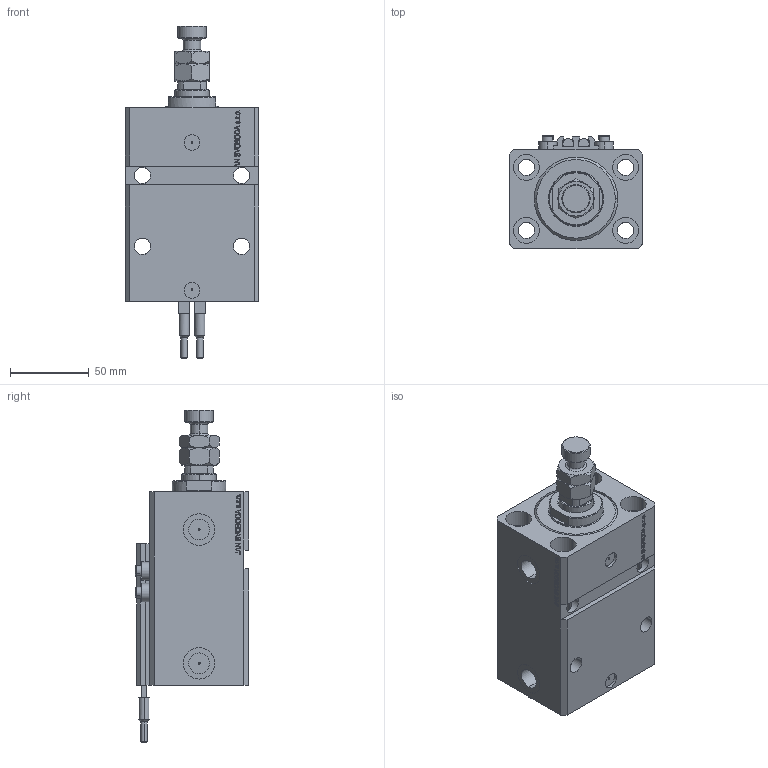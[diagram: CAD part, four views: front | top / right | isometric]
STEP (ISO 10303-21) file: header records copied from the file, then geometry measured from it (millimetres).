
FILE_DESCRIPTION (( 'STEP AP203' ), '1' );
FILE_NAME ('eeb4.STEP', '2023-10-07T18:05:29', ( '' ), ( '' ), 'SwSTEP 2.0', 'SolidWorks 2019', '' );
FILE_SCHEMA (( 'CONFIG_CONTROL_DESIGN' ));
Length unit declared in the file: millimetre
Products named in the file (7): V250CE_E_Body 3eb30693b8e63e3455d925c34b067ec6; MFA 3eb30693b8e63e3455d925c34b067ec6; ALLEN BOLT V250CE 3eb30693b8e63e3455d925c34b067ec6; SWITCH_V250CE 3eb30693b8e63e3455d925c34b067ec6; eeb4; V250CE_C_VCP 3eb30693b8e63e3455d925c34b067ec6; V250CE_VC_E 3eb30693b8e63e3455d925c34b067ec6
Assembly tree (10 placements, depth 2):
  eeb4
    V250CE_E_Body 3eb30693b8e63e3455d925c34b067ec6
    ALLEN BOLT V250CE 3eb30693b8e63e3455d925c34b067ec6  x4
    V250CE_C_VCP 3eb30693b8e63e3455d925c34b067ec6
    V250CE_VC_E 3eb30693b8e63e3455d925c34b067ec6
    MFA 3eb30693b8e63e3455d925c34b067ec6
    SWITCH_V250CE 3eb30693b8e63e3455d925c34b067ec6  x2
Bounding box: 85 x 72 x 211 mm (x, y, z)
Volume: 567277.8 mm3; surface area: 126464.5 mm2
Topology: 11 solids, 11 shells, 1227 faces, 3025 edges, 1931 vertices
Faces by surface type: plane 587, bspline 356, cylinder 174, cone 88, torus 22
Entity records: 51117 total; most frequent: CARTESIAN_POINT 25801, ORIENTED_EDGE 5632, DIRECTION 3870, EDGE_CURVE 2816, VERTEX_POINT 1817, LINE 1666, VECTOR 1666, EDGE_LOOP 1271
